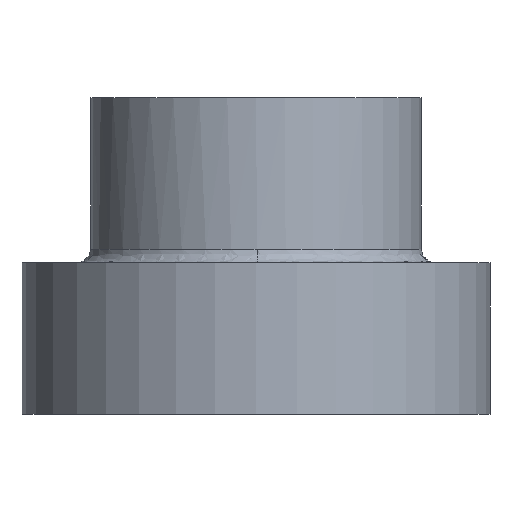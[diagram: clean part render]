
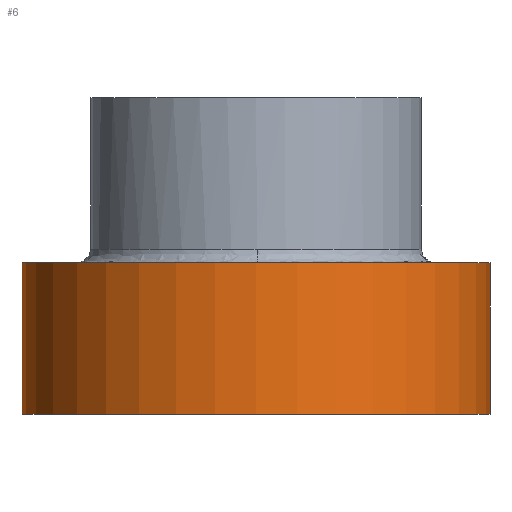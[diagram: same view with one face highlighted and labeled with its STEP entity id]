
A CAD part, left-side view. The second image highlights one B-rep face of the part: STEP entity #6.
In plain terms, the highlighted cylindrical face has radius 3.4 mm (diameter 6.8 mm), a partial arc.
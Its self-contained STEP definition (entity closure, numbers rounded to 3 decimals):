
#6 = ADVANCED_FACE ( 'NONE', ( #547 ), #241, .T. ) ;
#51 = LINE ( 'NONE', #274, #554 ) ;
#52 = DIRECTION ( 'NONE',  ( 0., 1., 0. ) ) ;
#62 = DIRECTION ( 'NONE',  ( 0., 0., -1. ) ) ;
#65 = VERTEX_POINT ( 'NONE', #190 ) ;
#79 = CIRCLE ( 'NONE', #198, 3.4 ) ;
#98 = VECTOR ( 'NONE', #343, 1000. ) ;
#119 = CARTESIAN_POINT ( 'NONE',  ( 0., 0., -20.1 ) ) ;
#153 = ORIENTED_EDGE ( 'NONE', *, *, #239, .T. ) ;
#167 = CARTESIAN_POINT ( 'NONE',  ( 0., 3.4, -22.3 ) ) ;
#174 = EDGE_LOOP ( 'NONE', ( #420, #447, #153, #405 ) ) ;
#190 = CARTESIAN_POINT ( 'NONE',  ( 0., -3.4, -22.3 ) ) ;
#198 = AXIS2_PLACEMENT_3D ( 'NONE', #119, #432, #341 ) ;
#233 = CARTESIAN_POINT ( 'NONE',  ( 0., -3.4, -20.1 ) ) ;
#239 = EDGE_CURVE ( 'NONE', #570, #568, #340, .T. ) ;
#241 = CYLINDRICAL_SURFACE ( 'NONE', #363, 3.4 ) ;
#274 = CARTESIAN_POINT ( 'NONE',  ( 0., -3.4, -22.3 ) ) ;
#308 = EDGE_CURVE ( 'NONE', #349, #65, #51, .T. ) ;
#323 = DIRECTION ( 'NONE',  ( 0., 0., 1. ) ) ;
#340 = LINE ( 'NONE', #564, #98 ) ;
#341 = DIRECTION ( 'NONE',  ( 0., 1., 0. ) ) ;
#343 = DIRECTION ( 'NONE',  ( 0., 0., -1. ) ) ;
#349 = VERTEX_POINT ( 'NONE', #233 ) ;
#350 = CARTESIAN_POINT ( 'NONE',  ( 0., 3.4, -20.1 ) ) ;
#363 = AXIS2_PLACEMENT_3D ( 'NONE', #545, #62, #52 ) ;
#380 = EDGE_CURVE ( 'NONE', #568, #65, #515, .T. ) ;
#405 = ORIENTED_EDGE ( 'NONE', *, *, #380, .T. ) ;
#418 = CARTESIAN_POINT ( 'NONE',  ( 0., 0., -22.3 ) ) ;
#420 = ORIENTED_EDGE ( 'NONE', *, *, #308, .F. ) ;
#432 = DIRECTION ( 'NONE',  ( 0., 0., -1. ) ) ;
#447 = ORIENTED_EDGE ( 'NONE', *, *, #531, .T. ) ;
#462 = AXIS2_PLACEMENT_3D ( 'NONE', #418, #323, #464 ) ;
#464 = DIRECTION ( 'NONE',  ( 0., 1., 0. ) ) ;
#515 = CIRCLE ( 'NONE', #462, 3.4 ) ;
#531 = EDGE_CURVE ( 'NONE', #349, #570, #79, .T. ) ;
#540 = DIRECTION ( 'NONE',  ( 0., 0., -1. ) ) ;
#545 = CARTESIAN_POINT ( 'NONE',  ( 0., 0., -22.3 ) ) ;
#547 = FACE_OUTER_BOUND ( 'NONE', #174, .T. ) ;
#554 = VECTOR ( 'NONE', #540, 1000. ) ;
#564 = CARTESIAN_POINT ( 'NONE',  ( 0., 3.4, -22.3 ) ) ;
#568 = VERTEX_POINT ( 'NONE', #167 ) ;
#570 = VERTEX_POINT ( 'NONE', #350 ) ;
